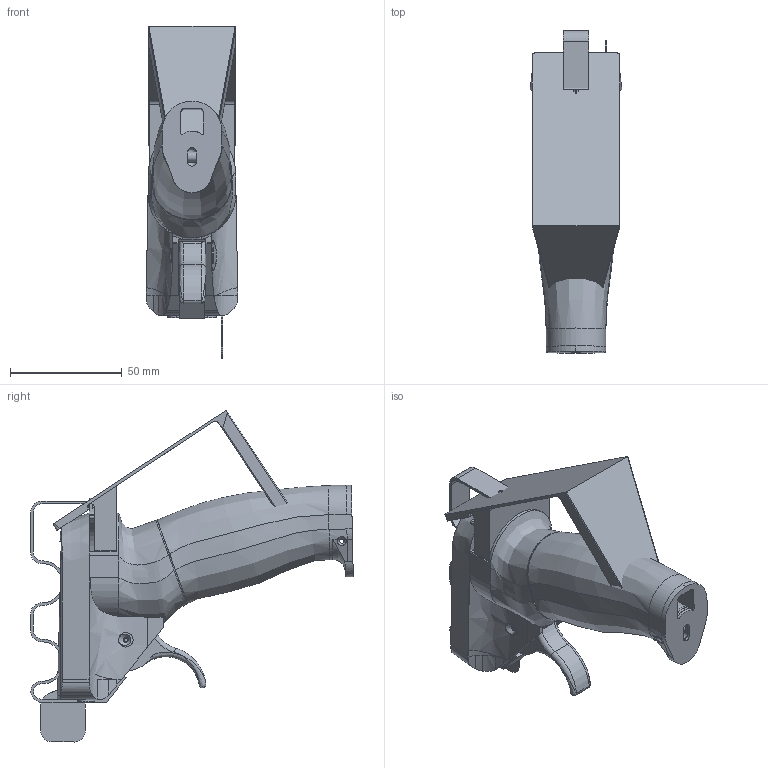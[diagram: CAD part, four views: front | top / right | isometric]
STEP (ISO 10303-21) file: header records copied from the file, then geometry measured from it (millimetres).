
FILE_DESCRIPTION(/* description */ (''),/* implementation_level */ '2;1');
FILE_NAME(/* name */ 'V2.5 v51.step',/* time_stamp */ '2025-05-08T21:27:42+02:00',/* author */ (''),/* organization */ (''),/* preprocessor_version */ 'ST-DEVELOPER v20.1',/* originating_system */ 'Autodesk Translation Framework v14.4.0.0',/* authorisation */ '');
FILE_SCHEMA (('AUTOMOTIVE_DESIGN { 1 0 10303 214 3 1 1 }'));
Products named in the file (1): V2.5
Bounding box: 41 x 144.31 x 148.55 mm (x, y, z)
Volume: 133796.7 mm3; surface area: 99688.7 mm2
Topology: 13 solids, 15 shells, 1079 faces, 3001 edges, 1966 vertices
Faces by surface type: plane 435, bspline 335, cylinder 270, torus 20, cone 13, sphere 6
Full cylindrical faces by diameter (mm): 0.8 x1, 1.3 x1, 1.5 x5, 2 x5, 2.499 x2, 2.5 x3, 3.9 x3, 4.3 x1, 4.4 x1, 6 x1, 6.8 x1, 7.5 x1, 10.2 x1, 10.4 x2, 12.8 x1, 13.6 x1, 33.999 x1
Entity records: 50281 total; most frequent: CARTESIAN_POINT 24883, ORIENTED_EDGE 5984, DIRECTION 4157, EDGE_CURVE 2992, VERTEX_POINT 1966, LINE 1397, VECTOR 1397, AXIS2_PLACEMENT_3D 1380
